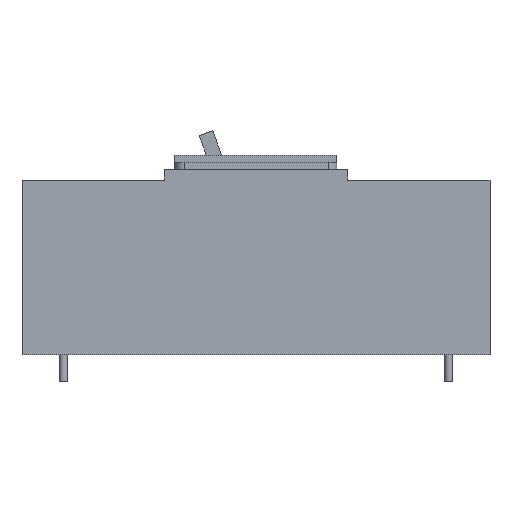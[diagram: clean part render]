
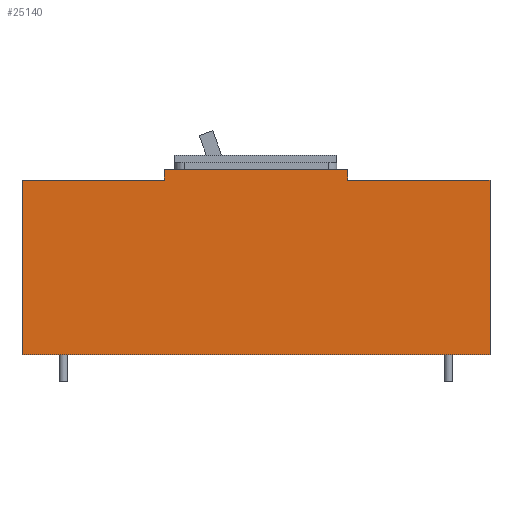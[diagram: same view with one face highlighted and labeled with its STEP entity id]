
A CAD part, left-side view. The second image highlights one B-rep face of the part: STEP entity #25140.
In plain terms, the highlighted planar face has unit normal (-1, 0, 0).
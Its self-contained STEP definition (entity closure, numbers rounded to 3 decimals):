
#4640=CARTESIAN_POINT('',(11.5,123.5,0.));
#4650=DIRECTION('',(0.,0.,1.));
#4660=VECTOR('',#4650,1.);
#4670=LINE('',#4640,#4660);
#4680=CARTESIAN_POINT('',(11.5,123.5,-14.));
#4690=VERTEX_POINT('',#4680);
#4700=CARTESIAN_POINT('',(11.5,123.5,-8.));
#4710=VERTEX_POINT('',#4700);
#4720=EDGE_CURVE('',#4690,#4710,#4670,.T.);
#6680=CARTESIAN_POINT('',(11.5,225.5,-14.));
#6690=VERTEX_POINT('',#6680);
#6720=CARTESIAN_POINT('',(11.5,0.,-14.));
#6730=DIRECTION('',(0.,1.,0.));
#6740=VECTOR('',#6730,1.);
#6750=LINE('',#6720,#6740);
#6760=CARTESIAN_POINT('',(11.5,304.5,-14.));
#6770=VERTEX_POINT('',#6760);
#6780=EDGE_CURVE('',#6690,#6770,#6750,.T.);
#12500=CARTESIAN_POINT('',(11.5,304.5,0.));
#12510=DIRECTION('',(0.,0.,1.));
#12520=VECTOR('',#12510,1.);
#12530=LINE('',#12500,#12520);
#12540=CARTESIAN_POINT('',(11.5,304.5,-111.));
#12550=VERTEX_POINT('',#12540);
#12560=EDGE_CURVE('',#12550,#6770,#12530,.T.);
#20090=CARTESIAN_POINT('',(11.5,44.5,-14.));
#20100=VERTEX_POINT('',#20090);
#20130=CARTESIAN_POINT('',(11.5,349.,-14.));
#20140=DIRECTION('',(0.,-1.,0.));
#20150=VECTOR('',#20140,1.);
#20160=LINE('',#20130,#20150);
#20170=EDGE_CURVE('',#4690,#20100,#20160,.T.);
#22650=CARTESIAN_POINT('',(11.5,44.5,-111.));
#22660=VERTEX_POINT('',#22650);
#22690=CARTESIAN_POINT('',(11.5,44.5,0.));
#22700=DIRECTION('',(0.,0.,1.));
#22710=VECTOR('',#22700,1.);
#22720=LINE('',#22690,#22710);
#22730=EDGE_CURVE('',#22660,#20100,#22720,.T.);
#24820=CARTESIAN_POINT('',(11.5,104.644,0.));
#24830=DIRECTION('',(-1.,-0.,-0.));
#24840=DIRECTION('',(0.,0.,-1.));
#24850=AXIS2_PLACEMENT_3D('',#24820,#24830,#24840);
#24860=PLANE('',#24850);
#24870=ORIENTED_EDGE('',*,*,#12560,.F.);
#24880=ORIENTED_EDGE('',*,*,#6780,.T.);
#24890=CARTESIAN_POINT('',(11.5,225.5,0.));
#24900=DIRECTION('',(0.,0.,-1.));
#24910=VECTOR('',#24900,1.);
#24920=LINE('',#24890,#24910);
#24930=CARTESIAN_POINT('',(11.5,225.5,-8.));
#24940=VERTEX_POINT('',#24930);
#24950=EDGE_CURVE('',#24940,#6690,#24920,.T.);
#24960=ORIENTED_EDGE('',*,*,#24950,.T.);
#24970=CARTESIAN_POINT('',(11.5,0.,-8.));
#24980=DIRECTION('',(0.,-1.,0.));
#24990=VECTOR('',#24980,1.);
#25000=LINE('',#24970,#24990);
#25010=EDGE_CURVE('',#24940,#4710,#25000,.T.);
#25020=ORIENTED_EDGE('',*,*,#25010,.F.);
#25030=ORIENTED_EDGE('',*,*,#4720,.T.);
#25040=ORIENTED_EDGE('',*,*,#20170,.F.);
#25050=ORIENTED_EDGE('',*,*,#22730,.T.);
#25060=CARTESIAN_POINT('',(11.5,0.,-111.));
#25070=DIRECTION('',(0.,-1.,0.));
#25080=VECTOR('',#25070,1.);
#25090=LINE('',#25060,#25080);
#25100=EDGE_CURVE('',#12550,#22660,#25090,.T.);
#25110=ORIENTED_EDGE('',*,*,#25100,.T.);
#25120=EDGE_LOOP('',(#25110,#25050,#25040,#25030,#25020,#24960,#24880,
#24870));
#25130=FACE_OUTER_BOUND('',#25120,.T.);
#25140=ADVANCED_FACE('',(#25130),#24860,.T.);
